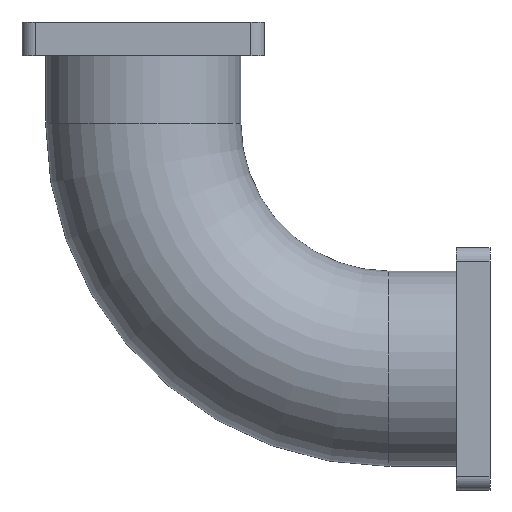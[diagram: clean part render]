
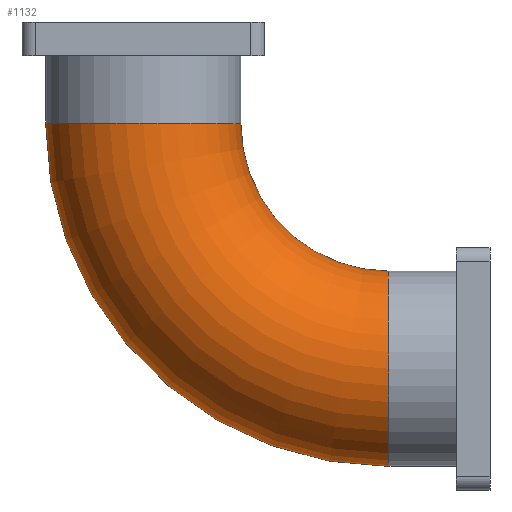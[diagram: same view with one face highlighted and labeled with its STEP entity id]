
A CAD part, front view. The second image highlights one B-rep face of the part: STEP entity #1132.
In plain terms, the highlighted toroidal (fillet/blend) face has major radius 365000 mm and minor radius 145000 mm.
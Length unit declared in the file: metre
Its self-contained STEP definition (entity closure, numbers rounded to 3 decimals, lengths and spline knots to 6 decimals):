
#312 = CYLINDRICAL_SURFACE('',#313,145.);
#313 = AXIS2_PLACEMENT_3D('',#314,#315,#316);
#314 = CARTESIAN_POINT('',(-515.,0.,515.));
#315 = DIRECTION('',(0.,0.,-1.));
#316 = DIRECTION('',(1.,0.,0.));
#881 = VERTEX_POINT('',#882);
#882 = CARTESIAN_POINT('',(-370.,0.,365.));
#902 = EDGE_CURVE('',#881,#881,#903,.T.);
#903 = SURFACE_CURVE('',#904,(#909,#916),.PCURVE_S1.);
#904 = CIRCLE('',#905,145.);
#905 = AXIS2_PLACEMENT_3D('',#906,#907,#908);
#906 = CARTESIAN_POINT('',(-515.,0.,365.));
#907 = DIRECTION('',(0.,0.,-1.));
#908 = DIRECTION('',(1.,0.,0.));
#909 = PCURVE('',#312,#910);
#910 = DEFINITIONAL_REPRESENTATION('',(#911),#915);
#911 = LINE('',#912,#913);
#912 = CARTESIAN_POINT('',(0.,150.));
#913 = VECTOR('',#914,1.);
#914 = DIRECTION('',(1.,0.));
#915 = ( GEOMETRIC_REPRESENTATION_CONTEXT(2) 
PARAMETRIC_REPRESENTATION_CONTEXT() REPRESENTATION_CONTEXT('2D SPACE',''
  ) );
#916 = PCURVE('',#917,#922);
#917 = TOROIDAL_SURFACE('',#918,365.,145.);
#918 = AXIS2_PLACEMENT_3D('',#919,#920,#921);
#919 = CARTESIAN_POINT('',(-150.,0.,365.));
#920 = DIRECTION('',(0.,-1.,0.));
#921 = DIRECTION('',(0.,0.,-1.));
#922 = DEFINITIONAL_REPRESENTATION('',(#923),#926);
#923 = B_SPLINE_CURVE_WITH_KNOTS('',1,(#924,#925),.UNSPECIFIED.,.F.,.F.,
  (2,2),(0.,6.283185),.PIECEWISE_BEZIER_KNOTS.);
#924 = CARTESIAN_POINT('',(4.712,9.425));
#925 = CARTESIAN_POINT('',(4.712,3.142));
#926 = ( GEOMETRIC_REPRESENTATION_CONTEXT(2) 
PARAMETRIC_REPRESENTATION_CONTEXT() REPRESENTATION_CONTEXT('2D SPACE',''
  ) );
#1132 = ADVANCED_FACE('',(#1133),#917,.T.);
#1133 = FACE_BOUND('',#1134,.T.);
#1134 = EDGE_LOOP('',(#1135,#1158,#1184,#1185));
#1135 = ORIENTED_EDGE('',*,*,#1136,.T.);
#1136 = EDGE_CURVE('',#881,#1137,#1139,.T.);
#1137 = VERTEX_POINT('',#1138);
#1138 = CARTESIAN_POINT('',(-150.,0.,145.));
#1139 = SEAM_CURVE('',#1140,(#1145,#1151),.PCURVE_S1.);
#1140 = CIRCLE('',#1141,220.);
#1141 = AXIS2_PLACEMENT_3D('',#1142,#1143,#1144);
#1142 = CARTESIAN_POINT('',(-150.,0.,365.));
#1143 = DIRECTION('',(0.,-1.,0.));
#1144 = DIRECTION('',(0.,0.,-1.));
#1145 = PCURVE('',#917,#1146);
#1146 = DEFINITIONAL_REPRESENTATION('',(#1147),#1150);
#1147 = B_SPLINE_CURVE_WITH_KNOTS('',1,(#1148,#1149),.UNSPECIFIED.,.F.,
  .F.,(2,2),(4.712389,6.283185),.PIECEWISE_BEZIER_KNOTS.);
#1148 = CARTESIAN_POINT('',(4.712,3.142));
#1149 = CARTESIAN_POINT('',(6.283,3.142));
#1150 = ( GEOMETRIC_REPRESENTATION_CONTEXT(2) 
PARAMETRIC_REPRESENTATION_CONTEXT() REPRESENTATION_CONTEXT('2D SPACE',''
  ) );
#1151 = PCURVE('',#917,#1152);
#1152 = DEFINITIONAL_REPRESENTATION('',(#1153),#1157);
#1153 = LINE('',#1154,#1155);
#1154 = CARTESIAN_POINT('',(0.,9.425));
#1155 = VECTOR('',#1156,1.);
#1156 = DIRECTION('',(1.,0.));
#1157 = ( GEOMETRIC_REPRESENTATION_CONTEXT(2) 
PARAMETRIC_REPRESENTATION_CONTEXT() REPRESENTATION_CONTEXT('2D SPACE',''
  ) );
#1158 = ORIENTED_EDGE('',*,*,#1159,.T.);
#1159 = EDGE_CURVE('',#1137,#1137,#1160,.T.);
#1160 = SURFACE_CURVE('',#1161,(#1166,#1173),.PCURVE_S1.);
#1161 = CIRCLE('',#1162,145.);
#1162 = AXIS2_PLACEMENT_3D('',#1163,#1164,#1165);
#1163 = CARTESIAN_POINT('',(-150.,0.,0.));
#1164 = DIRECTION('',(-1.,0.,0.));
#1165 = DIRECTION('',(0.,0.,-1.));
#1166 = PCURVE('',#917,#1167);
#1167 = DEFINITIONAL_REPRESENTATION('',(#1168),#1172);
#1168 = LINE('',#1169,#1170);
#1169 = CARTESIAN_POINT('',(6.283,0.));
#1170 = VECTOR('',#1171,1.);
#1171 = DIRECTION('',(0.,1.));
#1172 = ( GEOMETRIC_REPRESENTATION_CONTEXT(2) 
PARAMETRIC_REPRESENTATION_CONTEXT() REPRESENTATION_CONTEXT('2D SPACE',''
  ) );
#1173 = PCURVE('',#1174,#1179);
#1174 = CYLINDRICAL_SURFACE('',#1175,145.);
#1175 = AXIS2_PLACEMENT_3D('',#1176,#1177,#1178);
#1176 = CARTESIAN_POINT('',(-150.,0.,0.));
#1177 = DIRECTION('',(1.,0.,0.));
#1178 = DIRECTION('',(0.,0.,1.));
#1179 = DEFINITIONAL_REPRESENTATION('',(#1180),#1183);
#1180 = B_SPLINE_CURVE_WITH_KNOTS('',1,(#1181,#1182),.UNSPECIFIED.,.F.,
  .F.,(2,2),(3.141593,9.424778),.PIECEWISE_BEZIER_KNOTS.);
#1181 = CARTESIAN_POINT('',(6.283,0.));
#1182 = CARTESIAN_POINT('',(0.,0.));
#1183 = ( GEOMETRIC_REPRESENTATION_CONTEXT(2) 
PARAMETRIC_REPRESENTATION_CONTEXT() REPRESENTATION_CONTEXT('2D SPACE',''
  ) );
#1184 = ORIENTED_EDGE('',*,*,#1136,.F.);
#1185 = ORIENTED_EDGE('',*,*,#902,.T.);
